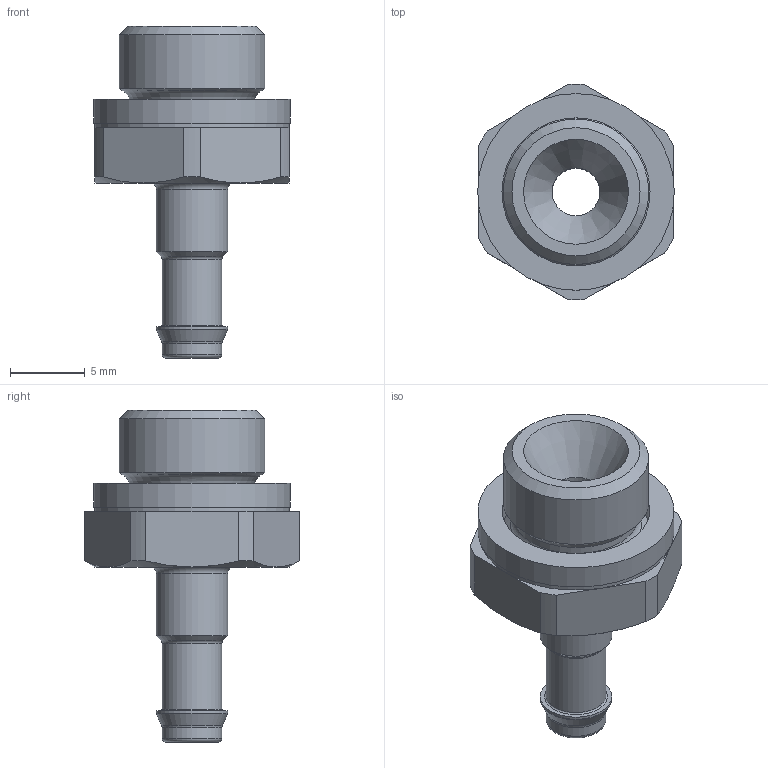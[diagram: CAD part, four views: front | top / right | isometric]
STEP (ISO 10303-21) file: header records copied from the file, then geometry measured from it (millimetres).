
FILE_DESCRIPTION(/* description */ ('STEP AP214'),/* implementation_level */ '2;1');
FILE_NAME(/* name */ '11945_CN-1_8-PK-4',/* time_stamp */ '2024-08-06T14:24:32+02:00',/* author */ ('License CC BY-ND 4.0'),/* organization */ ('CADENAS'),/* preprocessor_version */ 'ST-DEVELOPER v19.3',/* originating_system */ 'PARTsolutions',/* authorisation */ ' ');
FILE_SCHEMA (('AUTOMOTIVE_DESIGN {1 0 10303 214 3 1 1}'));
Length unit declared in the file: millimetre
Products named in the file (1): 11945 CN-1/8-PK-4
Bounding box: 13.15 x 14.39 x 22.2 mm (x, y, z)
Volume: 1071.6 mm3; surface area: 1138.9 mm2
Topology: 1 solids, 1 shells, 54 faces, 113 edges, 65 vertices
Faces by surface type: plane 18, cylinder 16, cone 12, torus 8
Full cylindrical faces by diameter (mm): 3.2 x1, 4 x2, 4.8 x2, 8.3 x1, 9.728 x1, 9.9 x1, 13 x1, 13.15 x1
Entity records: 1348 total; most frequent: CARTESIAN_POINT 245, DIRECTION 240, ORIENTED_EDGE 178, AXIS2_PLACEMENT_3D 108, EDGE_CURVE 89, EDGE_LOOP 84, FACE_BOUND 84, VERTEX_POINT 65
